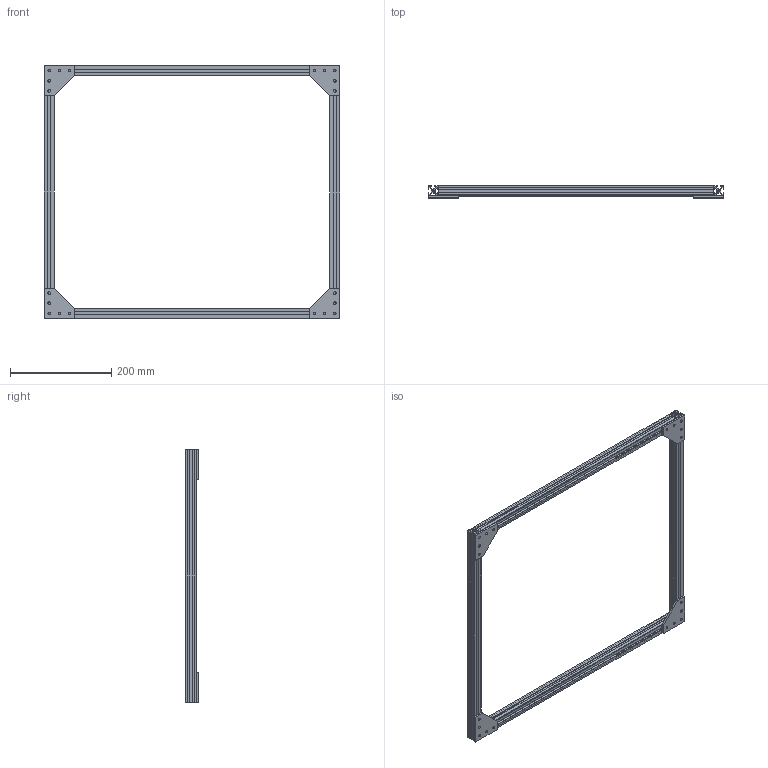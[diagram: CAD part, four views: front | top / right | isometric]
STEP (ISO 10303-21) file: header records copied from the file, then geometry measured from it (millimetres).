
FILE_DESCRIPTION(('FreeCAD Model'),'2;1');
FILE_NAME('MidSquare.step','2020-08-13T01:11:32',( 'Author'),(''),'Open CASCADE STEP processor 7.3','FreeCAD','Unknown' );
FILE_SCHEMA(('AUTOMOTIVE_DESIGN { 1 0 10303 214 1 1 1 1 }'));
Length unit declared in the file: millimetre
Products named in the file (8): 20series-1x1_500mm_001; Joining_Plate_90_Degree1_002; Joining_Plate_90_Degree1_003; Joining_Plate_90_Degree1_001; 20series-1x1_545mm_002; 20series-1x1_500mm_002; 20series-1x1_545mm_001; Joining_Plate_90_Degree1_004
Bounding box: 585 x 24 x 500 mm (x, y, z)
Volume: 378198.2 mm3; surface area: 441747.9 mm2
Topology: 8 solids, 8 shells, 224 faces, 624 edges, 416 vertices
Faces by surface type: plane 180, cylinder 44
Full cylindrical faces by diameter (mm): 4.19 x4
Entity records: 17207 total; most frequent: CARTESIAN_POINT 2993, DIRECTION 2330, LINE 1696, VECTOR 1696, ORIENTED_EDGE 1248, PCURVE 1248, DEFINITIONAL_REPRESENTATION 1248, EDGE_CURVE 624
